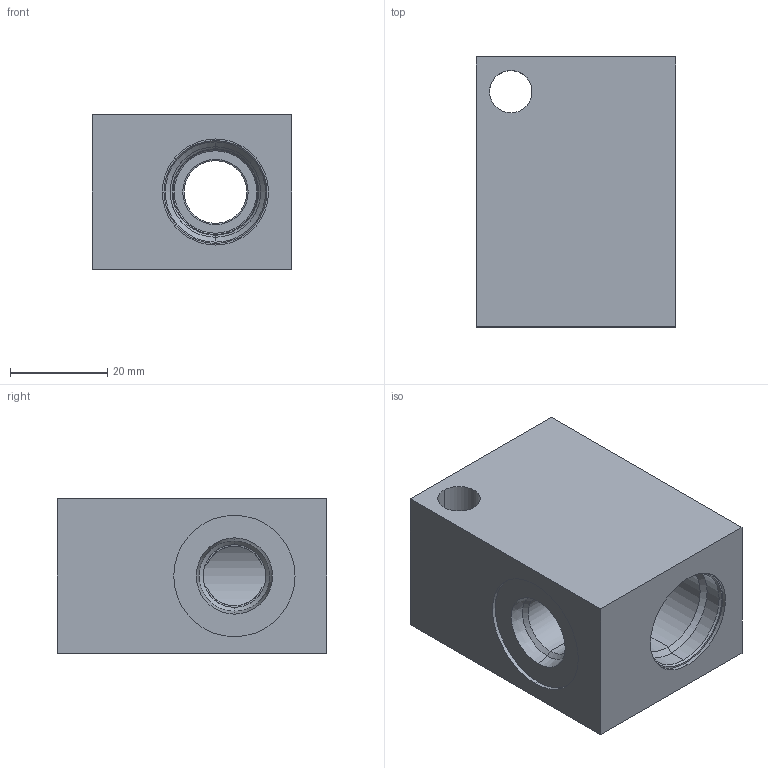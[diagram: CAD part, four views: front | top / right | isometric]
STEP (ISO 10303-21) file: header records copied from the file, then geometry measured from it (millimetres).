
FILE_DESCRIPTION((''),'2;1');
FILE_NAME('GAI_ASM','2023-06-02T',('ProEService'),(''),'PRO/ENGINEER BY PARAMETRIC TECHNOLOGY CORPORATION, 2014200','PRO/ENGINEER BY PARAMETRIC TECHNOLOGY CORPORATION, 2014200','');
FILE_SCHEMA(('CONFIG_CONTROL_DESIGN'));
Length unit declared in the file: inch
Products named in the file (2): 150-421-003; GAI_ASM
Assembly tree (1 placements, depth 2):
  GAI_ASM
    150-421-003
Bounding box: 41.15 x 55.58 x 31.75 mm (x, y, z)
Volume: 55072.3 mm3; surface area: 14501.5 mm2
Topology: 1 solids, 1 shells, 54 faces, 240 edges, 245 vertices
Faces by surface type: cylinder 22, cone 20, plane 10, torus 2
Entity records: 2471 total; most frequent: CARTESIAN_POINT 513, DIRECTION 416, ORIENTED_EDGE 240, VECTOR 168, LINE 168, AXIS2_PLACEMENT_3D 124, EDGE_CURVE 120, TRIMMED_CURVE 120
